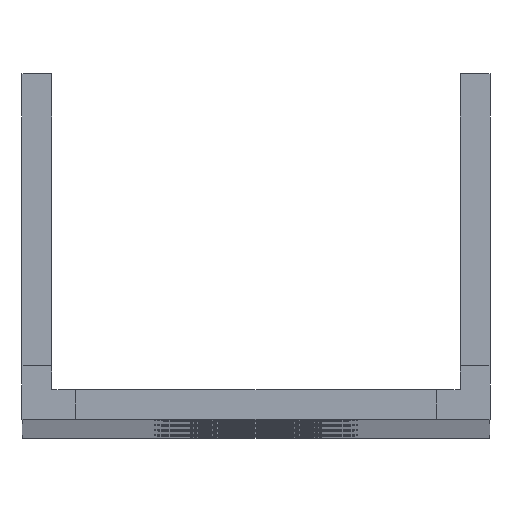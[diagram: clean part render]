
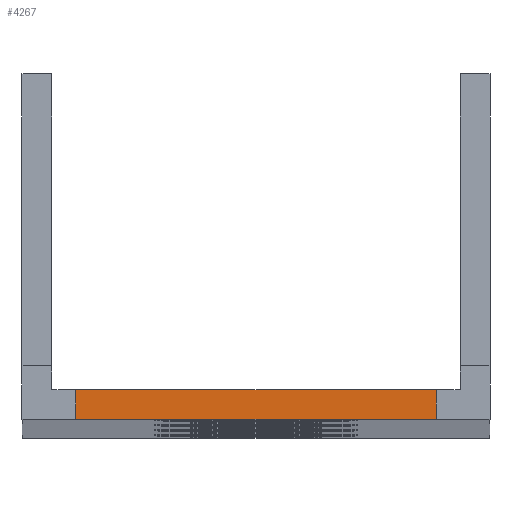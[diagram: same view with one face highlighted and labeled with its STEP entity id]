
A CAD part, top view. The second image highlights one B-rep face of the part: STEP entity #4267.
In plain terms, the highlighted planar face has unit normal (0, 0, 1).
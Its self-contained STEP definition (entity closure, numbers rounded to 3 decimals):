
#562=FACE_OUTER_BOUND('',#940,.T.);
#940=EDGE_LOOP('',(#3218,#3219,#3220,#3221));
#1135=LINE('',#6158,#1483);
#1215=LINE('',#6619,#1563);
#1289=LINE('',#6944,#1637);
#1290=LINE('',#6946,#1638);
#1483=VECTOR('',#4927,10.);
#1563=VECTOR('',#5315,10.);
#1637=VECTOR('',#5575,10.);
#1638=VECTOR('',#5578,10.);
#1831=VERTEX_POINT('',#6155);
#1832=VERTEX_POINT('',#6157);
#2058=VERTEX_POINT('',#6616);
#2059=VERTEX_POINT('',#6618);
#2223=EDGE_CURVE('',#1831,#1832,#1135,.T.);
#2453=EDGE_CURVE('',#2059,#2058,#1215,.T.);
#2617=EDGE_CURVE('',#2058,#1832,#1289,.T.);
#2618=EDGE_CURVE('',#1831,#2059,#1290,.T.);
#3218=ORIENTED_EDGE('',*,*,#2617,.T.);
#3219=ORIENTED_EDGE('',*,*,#2223,.F.);
#3220=ORIENTED_EDGE('',*,*,#2618,.T.);
#3221=ORIENTED_EDGE('',*,*,#2453,.T.);
#3990=PLANE('',#4728);
#4267=ADVANCED_FACE('',(#562),#3990,.F.);
#4728=AXIS2_PLACEMENT_3D('',#6945,#5576,#5577);
#4927=DIRECTION('',(-1.,0.,0.));
#5315=DIRECTION('',(-1.,0.,0.));
#5575=DIRECTION('',(0.,-1.,0.));
#5576=DIRECTION('center_axis',(0.,0.,
-1.));
#5577=DIRECTION('ref_axis',(-1.,0.,0.));
#5578=DIRECTION('',(0.,1.,0.));
#6155=CARTESIAN_POINT('',(-29.365,0.,0.));
#6157=CARTESIAN_POINT('',(-59.635,0.,0.));
#6158=CARTESIAN_POINT('',(0.,0.,0.));
#6616=CARTESIAN_POINT('',(-59.635,2.5,0.));
#6618=CARTESIAN_POINT('',(-29.365,2.5,0.));
#6619=CARTESIAN_POINT('',(0.,2.5,0.));
#6944=CARTESIAN_POINT('',(-59.635,1.25,0.));
#6945=CARTESIAN_POINT('Origin',(-20.615,4.5,0.));
#6946=CARTESIAN_POINT('',(-29.365,1.25,0.));
